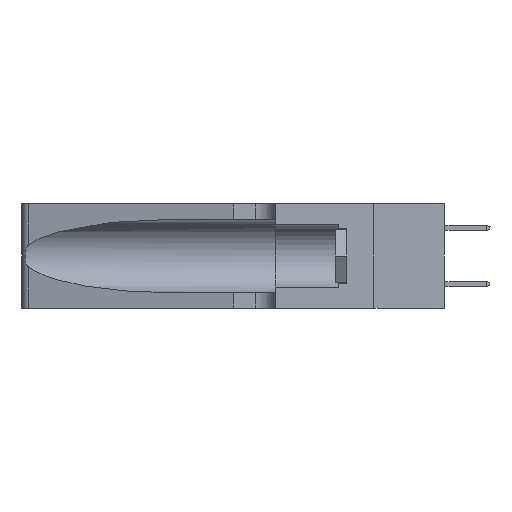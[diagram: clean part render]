
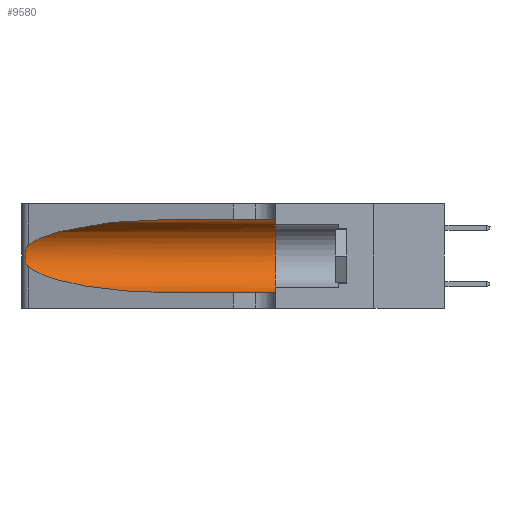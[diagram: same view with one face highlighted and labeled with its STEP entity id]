
A CAD part, left-side view. The second image highlights one B-rep face of the part: STEP entity #9580.
In plain terms, the highlighted cylindrical face has radius 3.308 mm (diameter 6.617 mm), a partial arc.
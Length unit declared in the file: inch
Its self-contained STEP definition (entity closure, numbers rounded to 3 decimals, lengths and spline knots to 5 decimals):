
#591 = CARTESIAN_POINT ( 'NONE',  ( 0.1305, 1.61858, 0.05475 ) ) ;
#774 = CARTESIAN_POINT ( 'NONE',  ( 0.2373, 1.15595, 0.08982 ) ) ;
#1655 = CARTESIAN_POINT ( 'NONE',  ( 0.25639, 1.23186, 0.15144 ) ) ;
#2446 = EDGE_CURVE ( 'NONE', #15776, #19745, #23258, .T. ) ;
#2616 = AXIS2_PLACEMENT_3D ( 'NONE', #17313, #5253, #26939 ) ;
#2857 = ORIENTED_EDGE ( 'NONE', *, *, #25722, .T. ) ;
#2876 = VERTEX_POINT ( 'NONE', #16543 ) ;
#3141 = DIRECTION ( 'NONE',  ( 0., -1., 0. ) ) ;
#3218 = CARTESIAN_POINT ( 'NONE',  ( 0.1305, 0.72297, 0.05475 ) ) ;
#3550 = B_SPLINE_CURVE_WITH_KNOTS ( 'NONE', 3,
 ( #18498, #20936, #6431, #23375, #8866, #25807, #11257, #28190, #13745, #30590, #16151, #1655, #18605, #4095 ),
 .UNSPECIFIED., .F., .F.,
 ( 4, 2, 2, 2, 2, 2, 4 ),
 ( 0., 0.00027, 0.00053, 0.00107, 0.0016, 0.00187, 0.00214 ),
 .UNSPECIFIED. ) ;
#4074 = VERTEX_POINT ( 'NONE', #21155 ) ;
#4095 = CARTESIAN_POINT ( 'NONE',  ( 0.25487, 1.22718, 0.14631 ) ) ;
#4796 = ORIENTED_EDGE ( 'NONE', *, *, #2446, .F. ) ;
#5213 = EDGE_LOOP ( 'NONE', ( #28373, #30743, #20597, #2857, #26045, #4796 ) ) ;
#5253 = DIRECTION ( 'NONE',  ( 0., -1., 0. ) ) ;
#5335 = DIRECTION ( 'NONE',  ( 0., -1., 0. ) ) ;
#5457 = CARTESIAN_POINT ( 'NONE',  ( 0.1305, 0.35, 0.185 ) ) ;
#5899 = AXIS2_PLACEMENT_3D ( 'NONE', #5457, #22417, #7896 ) ;
#6431 = CARTESIAN_POINT ( 'NONE',  ( 0.25639, 1.23184, 0.21858 ) ) ;
#7896 = DIRECTION ( 'NONE',  ( 0., 0., 1. ) ) ;
#8866 = CARTESIAN_POINT ( 'NONE',  ( 0.25854, 1.2359, 0.20912 ) ) ;
#9237 = VERTEX_POINT ( 'NONE', #23289 ) ;
#9580 = ADVANCED_FACE ( 'NONE', ( #18079 ), #16567, .F. ) ;
#10742 = CARTESIAN_POINT ( 'NONE',  ( 0.25487, 1.22718, 0.22369 ) ) ;
#11257 = CARTESIAN_POINT ( 'NONE',  ( 0.26075, 1.23896, 0.19203 ) ) ;
#12420 = EDGE_CURVE ( 'NONE', #19745, #2876, #26228, .T. ) ;
#13745 = CARTESIAN_POINT ( 'NONE',  ( 0.26017, 1.23833, 0.17102 ) ) ;
#13947 = CARTESIAN_POINT ( 'NONE',  ( 0.1305, 0.72297, 0.31525 ) ) ;
#15291 = CARTESIAN_POINT ( 'NONE',  ( 0.25487, 1.22718, 0.14631 ) ) ;
#15597 = CARTESIAN_POINT ( 'NONE',  ( 0.1305, 0.35, 0.31525 ) ) ;
#15776 = VERTEX_POINT ( 'NONE', #13947 ) ;
#16151 = CARTESIAN_POINT ( 'NONE',  ( 0.25789, 1.23486, 0.15765 ) ) ;
#16543 = CARTESIAN_POINT ( 'NONE',  ( 0.1305, 0.35, 0.05475 ) ) ;
#16567 = CYLINDRICAL_SURFACE ( 'NONE', #2616, 0.13025 ) ;
#16880 = EDGE_CURVE ( 'NONE', #15776, #4074, #20430, .T. ) ;
#17313 = CARTESIAN_POINT ( 'NONE',  ( 0.1305, 1.61858, 0.185 ) ) ;
#17403 = CARTESIAN_POINT ( 'NONE',  ( 0.1305, 1.61858, 0.31525 ) ) ;
#17732 = CARTESIAN_POINT ( 'NONE',  ( 0.18966, 0.96281, 0.05475 ) ) ;
#18079 = FACE_OUTER_BOUND ( 'NONE', #5213, .T. ) ;
#18498 = CARTESIAN_POINT ( 'NONE',  ( 0.25487, 1.22718, 0.22369 ) ) ;
#18605 = CARTESIAN_POINT ( 'NONE',  ( 0.25555, 1.22993, 0.14849 ) ) ;
#19745 = VERTEX_POINT ( 'NONE', #15597 ) ;
#20214 = LINE ( 'NONE', #591, #26667 ) ;
#20430 =( BOUNDED_CURVE ( )  B_SPLINE_CURVE ( 3, ( #22751, #29979, #25293, #10742 ),
 .UNSPECIFIED., .F., .F. ) 
 B_SPLINE_CURVE_WITH_KNOTS ( ( 4, 4 ),
 ( 1.5708, 2.84003 ),
 .UNSPECIFIED. ) 
 CURVE ( )  GEOMETRIC_REPRESENTATION_ITEM ( )  RATIONAL_B_SPLINE_CURVE ( ( 1., 0.87, 0.87, 1. ) ) 
 REPRESENTATION_ITEM ( '' )  );
#20597 = ORIENTED_EDGE ( 'NONE', *, *, #27616, .T. ) ;
#20905 = VERTEX_POINT ( 'NONE', #22100 ) ;
#20936 = CARTESIAN_POINT ( 'NONE',  ( 0.25555, 1.22994, 0.2215 ) ) ;
#21155 = CARTESIAN_POINT ( 'NONE',  ( 0.25487, 1.22718, 0.22369 ) ) ;
#22100 = CARTESIAN_POINT ( 'NONE',  ( 0.25487, 1.22718, 0.14631 ) ) ;
#22417 = DIRECTION ( 'NONE',  ( 0., 1., 0. ) ) ;
#22751 = CARTESIAN_POINT ( 'NONE',  ( 0.1305, 0.72297, 0.31525 ) ) ;
#23258 = LINE ( 'NONE', #17403, #24029 ) ;
#23289 = CARTESIAN_POINT ( 'NONE',  ( 0.1305, 0.72297, 0.05475 ) ) ;
#23375 = CARTESIAN_POINT ( 'NONE',  ( 0.25787, 1.23484, 0.2124 ) ) ;
#24029 = VECTOR ( 'NONE', #5335, 39.37008 ) ;
#24082 = EDGE_CURVE ( 'NONE', #4074, #20905, #3550, .T. ) ;
#25293 = CARTESIAN_POINT ( 'NONE',  ( 0.2373, 1.15595, 0.28018 ) ) ;
#25722 = EDGE_CURVE ( 'NONE', #9237, #2876, #20214, .T. ) ;
#25807 = CARTESIAN_POINT ( 'NONE',  ( 0.26018, 1.23835, 0.19895 ) ) ;
#26045 = ORIENTED_EDGE ( 'NONE', *, *, #12420, .F. ) ;
#26228 = CIRCLE ( 'NONE', #5899, 0.13025 ) ;
#26667 = VECTOR ( 'NONE', #3141, 39.37008 ) ;
#26939 = DIRECTION ( 'NONE',  ( 0., 0., -1. ) ) ;
#27616 = EDGE_CURVE ( 'NONE', #20905, #9237, #29306, .T. ) ;
#28190 = CARTESIAN_POINT ( 'NONE',  ( 0.26075, 1.23896, 0.178 ) ) ;
#28373 = ORIENTED_EDGE ( 'NONE', *, *, #16880, .T. ) ;
#29306 =( BOUNDED_CURVE ( )  B_SPLINE_CURVE ( 3, ( #15291, #774, #17732, #3218 ),
 .UNSPECIFIED., .F., .T. ) 
 B_SPLINE_CURVE_WITH_KNOTS ( ( 4, 4 ),
 ( 3.44316, 4.71239 ),
 .UNSPECIFIED. ) 
 CURVE ( )  GEOMETRIC_REPRESENTATION_ITEM ( )  RATIONAL_B_SPLINE_CURVE ( ( 1., 0.87, 0.87, 1. ) ) 
 REPRESENTATION_ITEM ( '' )  );
#29979 = CARTESIAN_POINT ( 'NONE',  ( 0.18966, 0.96281, 0.31525 ) ) ;
#30590 = CARTESIAN_POINT ( 'NONE',  ( 0.25856, 1.23593, 0.16098 ) ) ;
#30743 = ORIENTED_EDGE ( 'NONE', *, *, #24082, .T. ) ;
